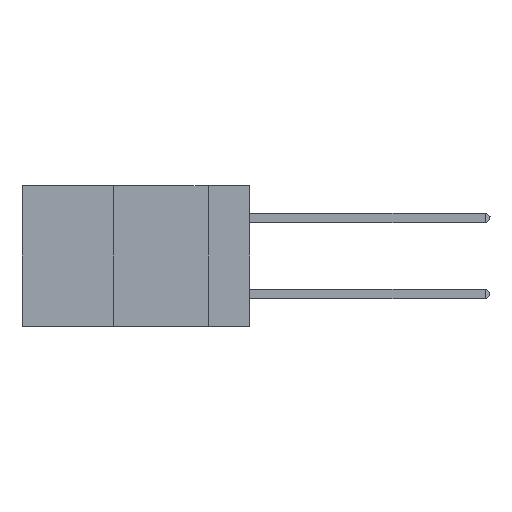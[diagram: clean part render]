
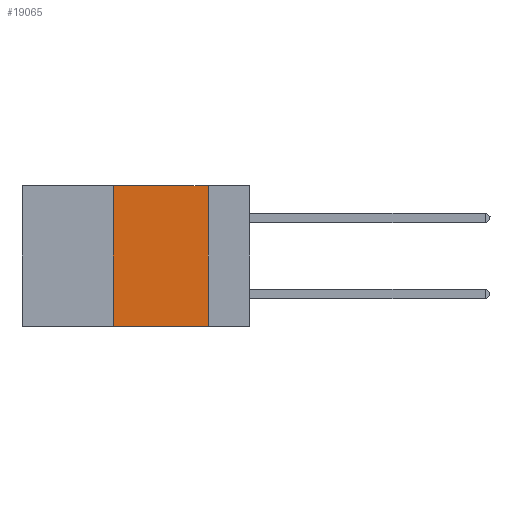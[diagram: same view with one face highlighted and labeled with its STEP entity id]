
A CAD part, left-side view. The second image highlights one B-rep face of the part: STEP entity #19065.
In plain terms, the highlighted planar face has unit normal (-1, 0, 0).
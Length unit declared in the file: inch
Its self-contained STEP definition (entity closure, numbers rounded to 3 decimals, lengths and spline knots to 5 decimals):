
#308 = ORIENTED_EDGE ( 'NONE', *, *, #8726, .F. ) ;
#3655 = LINE ( 'NONE', #7092, #21788 ) ;
#4753 = DIRECTION ( 'NONE',  ( 0., -1., 0. ) ) ;
#4877 = PLANE ( 'NONE',  #9824 ) ;
#6850 = EDGE_CURVE ( 'NONE', #8099, #20438, #24966, .T. ) ;
#7092 = CARTESIAN_POINT ( 'NONE',  ( 0., 0.36, 0. ) ) ;
#7346 = DIRECTION ( 'NONE',  ( 1., 0., 0. ) ) ;
#8099 = VERTEX_POINT ( 'NONE', #31644 ) ;
#8726 = EDGE_CURVE ( 'NONE', #10236, #11273, #3655, .T. ) ;
#9824 = AXIS2_PLACEMENT_3D ( 'NONE', #22136, #7346, #24587 ) ;
#10236 = VERTEX_POINT ( 'NONE', #15207 ) ;
#11273 = VERTEX_POINT ( 'NONE', #19364 ) ;
#11916 = VECTOR ( 'NONE', #22528, 39.37008 ) ;
#13208 = VECTOR ( 'NONE', #4753, 39.37008 ) ;
#13767 = CARTESIAN_POINT ( 'NONE',  ( 0., 0.6, -0.37 ) ) ;
#13984 = LINE ( 'NONE', #31642, #13208 ) ;
#14307 = EDGE_CURVE ( 'NONE', #10236, #20438, #23754, .T. ) ;
#14559 = DIRECTION ( 'NONE',  ( 0., 0., 1. ) ) ;
#14973 = FACE_OUTER_BOUND ( 'NONE', #29346, .T. ) ;
#15207 = CARTESIAN_POINT ( 'NONE',  ( 0., 0.36, -0.37 ) ) ;
#16245 = DIRECTION ( 'NONE',  ( 0., -1., 0. ) ) ;
#17336 = EDGE_CURVE ( 'NONE', #11273, #8099, #13984, .T. ) ;
#19065 = ADVANCED_FACE ( 'NONE', ( #14973 ), #4877, .F. ) ;
#19364 = CARTESIAN_POINT ( 'NONE',  ( 0., 0.36, 0. ) ) ;
#20054 = CARTESIAN_POINT ( 'NONE',  ( 0., 0.11, 0. ) ) ;
#20438 = VERTEX_POINT ( 'NONE', #24821 ) ;
#21788 = VECTOR ( 'NONE', #14559, 39.37008 ) ;
#22136 = CARTESIAN_POINT ( 'NONE',  ( 0., 0.6, 0. ) ) ;
#22528 = DIRECTION ( 'NONE',  ( 0., 0., -1. ) ) ;
#22993 = VECTOR ( 'NONE', #16245, 39.37008 ) ;
#23753 = ORIENTED_EDGE ( 'NONE', *, *, #6850, .F. ) ;
#23754 = LINE ( 'NONE', #13767, #22993 ) ;
#24084 = ORIENTED_EDGE ( 'NONE', *, *, #14307, .T. ) ;
#24587 = DIRECTION ( 'NONE',  ( 0., 0., -1. ) ) ;
#24821 = CARTESIAN_POINT ( 'NONE',  ( 0., 0.11, -0.37 ) ) ;
#24966 = LINE ( 'NONE', #20054, #11916 ) ;
#26858 = ORIENTED_EDGE ( 'NONE', *, *, #17336, .F. ) ;
#29346 = EDGE_LOOP ( 'NONE', ( #23753, #26858, #308, #24084 ) ) ;
#31642 = CARTESIAN_POINT ( 'NONE',  ( 0., 0.6, 0. ) ) ;
#31644 = CARTESIAN_POINT ( 'NONE',  ( 0., 0.11, 0. ) ) ;
